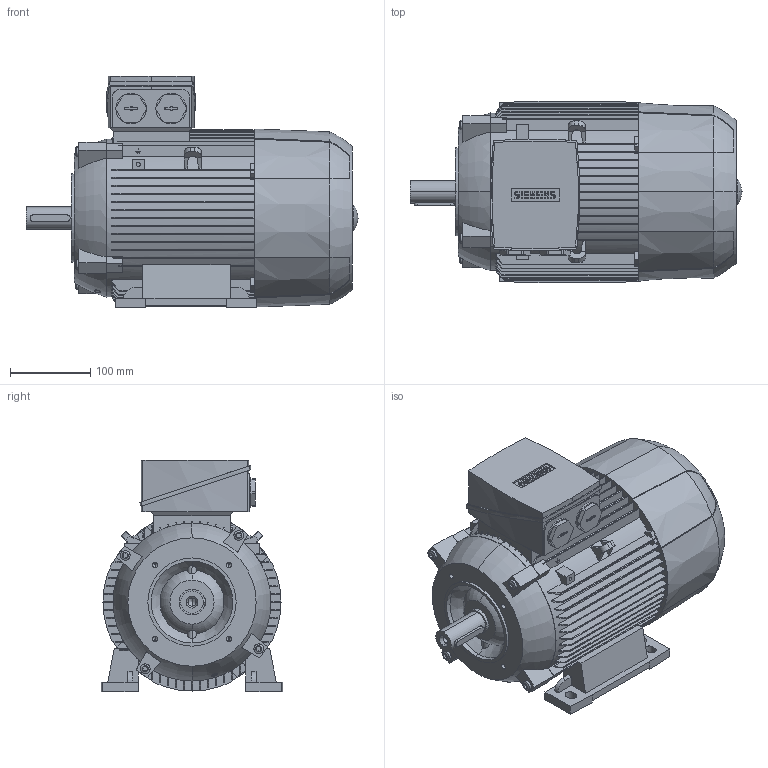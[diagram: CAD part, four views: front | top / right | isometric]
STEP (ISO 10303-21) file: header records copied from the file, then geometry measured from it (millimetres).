
FILE_DESCRIPTION(('STEP AP214'),'1');
FILE_NAME('cctmp_CCFA38A0-98AE-4F23-A3ED-8415F2C11A60_2023_06_26_14_40_40_0180..stp','2023-06-26T12:40:40',('SIEMENS A&D'),('CADClick - www.CADClick.com'),'Spatial InterOp 3D',' ','unknown authorization');
FILE_SCHEMA(('AUTOMOTIVE_DESIGN'));
Length unit declared in the file: millimetre
Products named in the file (1): 2023_06_26_14_40_40_0164
Bounding box: 414 x 226 x 289 mm (x, y, z)
Volume: 12722821 mm3; surface area: 594394.5 mm2
Topology: 1 solids, 1 shells, 910 faces, 2562 edges, 1687 vertices
Faces by surface type: plane 535, cylinder 223, torus 116, cone 36
Entity records: 41927 total; most frequent: CARTESIAN_POINT 11329, ORIENTED_EDGE 5100, DIRECTION 4594, EDGE_CURVE 2550, VERTEX_POINT 1687, LINE 1548, VECTOR 1548, AXIS2_PLACEMENT_3D 1523
